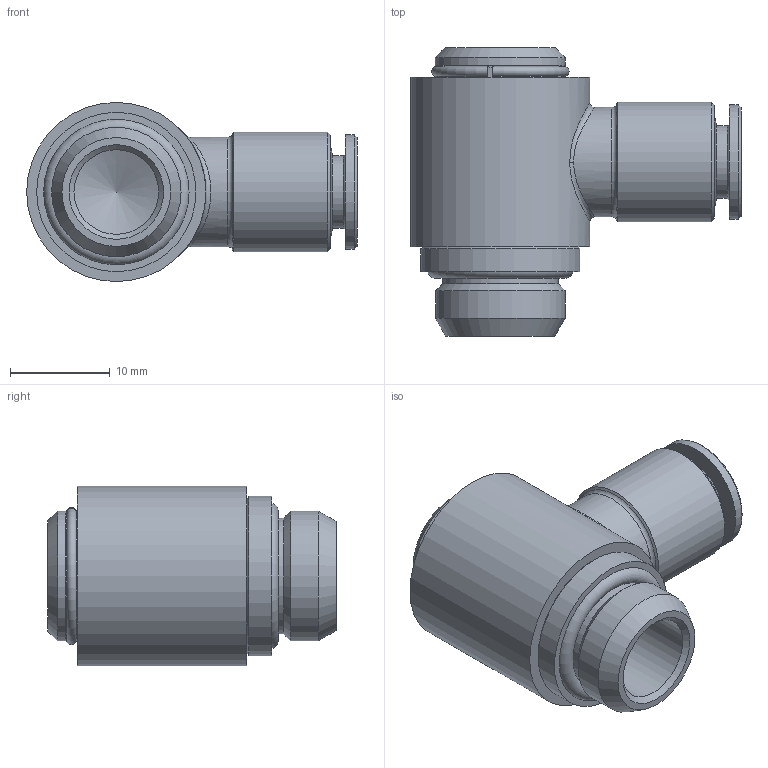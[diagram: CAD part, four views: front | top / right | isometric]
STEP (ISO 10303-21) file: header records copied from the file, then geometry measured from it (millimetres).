
FILE_DESCRIPTION(/* description */ ('STEP AP214'),/* implementation_level */ '2;1');
FILE_NAME(/* name */ 'A0080032',/* time_stamp */ '2023-04-19T08:21:40+02:00',/* author */ ('License CC BY-ND 4.0'),/* organization */ ('CADENAS'),/* preprocessor_version */ 'ST-DEVELOPER v19.3',/* originating_system */ 'PARTsolutions',/* authorisation */ ' ');
FILE_SCHEMA (('AUTOMOTIVE_DESIGN {1 0 10303 214 3 1 1}'));
Length unit declared in the file: millimetre
Products named in the file (1): A0080032
Bounding box: 33.2 x 29 x 18 mm (x, y, z)
Volume: 5769.6 mm3; surface area: 3678.9 mm2
Topology: 1 solids, 1 shells, 53 faces, 115 edges, 73 vertices
Faces by surface type: plane 19, cone 15, cylinder 14, torus 3, bspline 2
Full cylindrical faces by diameter (mm): 5 x1, 6.15 x1, 7.3 x1, 8.5 x1, 11 x1, 11.5 x1, 11.6 x1, 11.95 x1, 12 x1, 13 x1, 13.05 x2, 16 x1, 18 x1
Entity records: 2045 total; most frequent: CARTESIAN_POINT 670, DIRECTION 206, ORIENTED_EDGE 148, FACE_BOUND 97, EDGE_LOOP 95, AXIS2_PLACEMENT_3D 95, EDGE_CURVE 74, VERTEX_POINT 65
